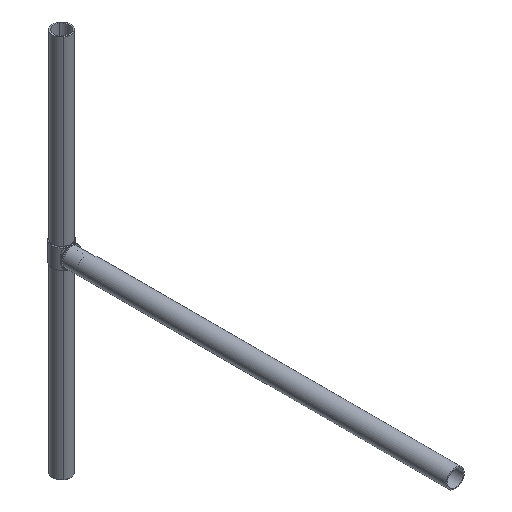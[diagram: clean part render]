
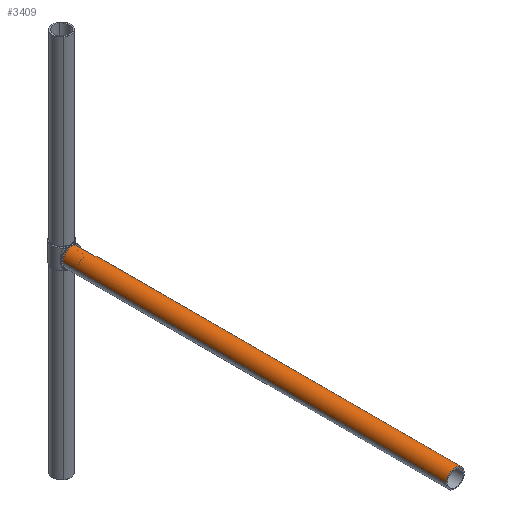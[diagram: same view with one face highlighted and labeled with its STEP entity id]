
A CAD part, isometric view. The second image highlights one B-rep face of the part: STEP entity #3409.
In plain terms, the highlighted cylindrical face has radius 23.75 mm (diameter 47.5 mm), a partial arc.
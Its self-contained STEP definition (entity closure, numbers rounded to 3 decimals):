
#38 = CARTESIAN_POINT ( 'NONE',  ( 10., -21.542, 1000. ) ) ;
#47 = ORIENTED_EDGE ( 'NONE', *, *, #4701, .T. ) ;
#187 = CARTESIAN_POINT ( 'NONE',  ( 23.75, 0., 0. ) ) ;
#191 = VERTEX_POINT ( 'NONE', #187 ) ;
#398 = CIRCLE ( 'NONE', #928, 23.75 ) ;
#404 = ORIENTED_EDGE ( 'NONE', *, *, #3953, .T. ) ;
#438 = ORIENTED_EDGE ( 'NONE', *, *, #4739, .F. ) ;
#600 = VERTEX_POINT ( 'NONE', #38 ) ;
#709 = VECTOR ( 'NONE', #5379, 1000. ) ;
#794 = AXIS2_PLACEMENT_3D ( 'NONE', #5348, #5346, #5332 ) ;
#897 = AXIS2_PLACEMENT_3D ( 'NONE', #5433, #5424, #5431 ) ;
#928 = AXIS2_PLACEMENT_3D ( 'NONE', #4986, #4987, #4993 ) ;
#1269 = CARTESIAN_POINT ( 'NONE',  ( 0., 0., 1000. ) ) ;
#1489 = VERTEX_POINT ( 'NONE', #1941 ) ;
#1519 = CIRCLE ( 'NONE', #897, 23.75 ) ;
#1586 = CARTESIAN_POINT ( 'NONE',  ( -23.75, 0., 0. ) ) ;
#1941 = CARTESIAN_POINT ( 'NONE',  ( 23.75, 0., 950. ) ) ;
#1968 = DIRECTION ( 'NONE',  ( -1., 0., 0. ) ) ;
#2159 = VERTEX_POINT ( 'NONE', #4096 ) ;
#2166 = CIRCLE ( 'NONE', #794, 23.75 ) ;
#2331 = LINE ( 'NONE', #5398, #709 ) ;
#2425 = DIRECTION ( 'NONE',  ( 0., 0., -1. ) ) ;
#2440 = FACE_OUTER_BOUND ( 'NONE', #4647, .T. ) ;
#2505 = LINE ( 'NONE', #5501, #4006 ) ;
#3409 = ADVANCED_FACE ( 'NONE', ( #2440 ), #5298, .T. ) ;
#3474 = ORIENTED_EDGE ( 'NONE', *, *, #4727, .T. ) ;
#3548 = VERTEX_POINT ( 'NONE', #1586 ) ;
#3594 = ORIENTED_EDGE ( 'NONE', *, *, #4757, .T. ) ;
#3942 = CARTESIAN_POINT ( 'NONE',  ( -23.75, 0., 1000. ) ) ;
#3953 = EDGE_CURVE ( 'NONE', #4748, #3548, #4165, .T. ) ;
#4006 = VECTOR ( 'NONE', #2425, 1000. ) ;
#4096 = CARTESIAN_POINT ( 'NONE',  ( 10., -21.542, 950. ) ) ;
#4165 = LINE ( 'NONE', #3942, #4646 ) ;
#4318 = EDGE_CURVE ( 'NONE', #1489, #191, #2505, .T. ) ;
#4646 = VECTOR ( 'NONE', #5879, 1000. ) ;
#4647 = EDGE_LOOP ( 'NONE', ( #5373, #3594, #3474, #438, #404, #47 ) ) ;
#4701 = EDGE_CURVE ( 'NONE', #3548, #191, #1519, .T. ) ;
#4727 = EDGE_CURVE ( 'NONE', #2159, #600, #2331, .T. ) ;
#4739 = EDGE_CURVE ( 'NONE', #4748, #600, #2166, .T. ) ;
#4748 = VERTEX_POINT ( 'NONE', #5049 ) ;
#4757 = EDGE_CURVE ( 'NONE', #1489, #2159, #398, .T. ) ;
#4986 = CARTESIAN_POINT ( 'NONE',  ( 0., 0., 950. ) ) ;
#4987 = DIRECTION ( 'NONE',  ( 0., 0., -1. ) ) ;
#4993 = DIRECTION ( 'NONE',  ( -1., 0., 0. ) ) ;
#5049 = CARTESIAN_POINT ( 'NONE',  ( -23.75, 0., 1000. ) ) ;
#5298 = CYLINDRICAL_SURFACE ( 'NONE', #5556, 23.75 ) ;
#5332 = DIRECTION ( 'NONE',  ( 1., 0., 0. ) ) ;
#5346 = DIRECTION ( 'NONE',  ( 0., 0., 1. ) ) ;
#5348 = CARTESIAN_POINT ( 'NONE',  ( 0., 0., 1000. ) ) ;
#5373 = ORIENTED_EDGE ( 'NONE', *, *, #4318, .F. ) ;
#5379 = DIRECTION ( 'NONE',  ( 0., 0., 1. ) ) ;
#5398 = CARTESIAN_POINT ( 'NONE',  ( 10., -21.542, 1000. ) ) ;
#5424 = DIRECTION ( 'NONE',  ( 0., 0., 1. ) ) ;
#5431 = DIRECTION ( 'NONE',  ( 1., 0., 0. ) ) ;
#5433 = CARTESIAN_POINT ( 'NONE',  ( 0., 0., 0. ) ) ;
#5501 = CARTESIAN_POINT ( 'NONE',  ( 23.75, 0., 1000. ) ) ;
#5554 = DIRECTION ( 'NONE',  ( 0., 0., -1. ) ) ;
#5556 = AXIS2_PLACEMENT_3D ( 'NONE', #1269, #5554, #1968 ) ;
#5879 = DIRECTION ( 'NONE',  ( 0., 0., -1. ) ) ;
